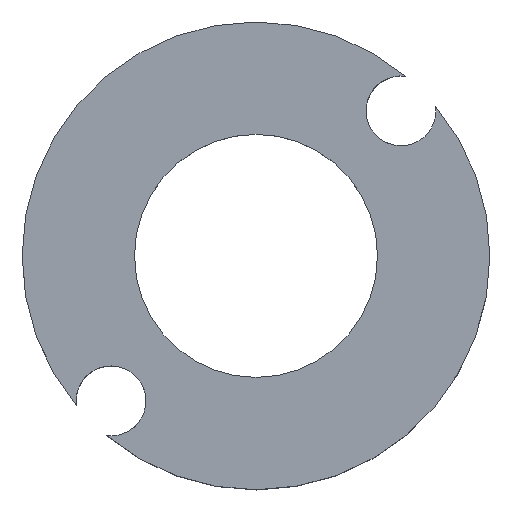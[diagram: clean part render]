
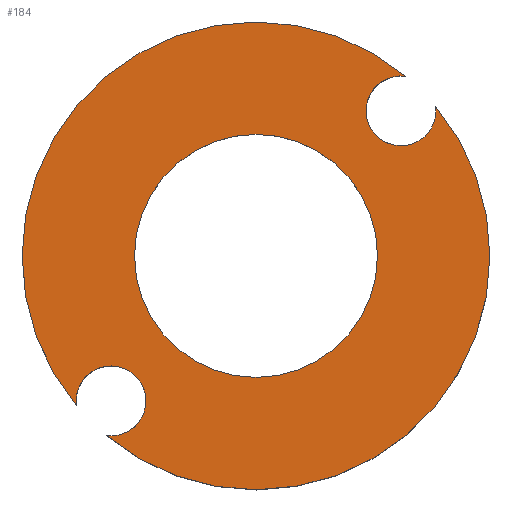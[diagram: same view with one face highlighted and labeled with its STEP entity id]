
A CAD part, top view. The second image highlights one B-rep face of the part: STEP entity #184.
In plain terms, the highlighted planar face has unit normal (0, 0, 1).
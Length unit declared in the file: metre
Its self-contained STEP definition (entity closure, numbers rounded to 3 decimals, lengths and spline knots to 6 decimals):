
#47=ORIENTED_EDGE('',*,*,#97,.F.);
#48=ORIENTED_EDGE('',*,*,#98,.T.);
#49=ORIENTED_EDGE('',*,*,#99,.F.);
#50=ORIENTED_EDGE('',*,*,#92,.T.);
#51=ORIENTED_EDGE('',*,*,#100,.F.);
#92=EDGE_CURVE('',#118,#117,#135,.T.);
#97=EDGE_CURVE('',#121,#117,#137,.T.);
#98=EDGE_CURVE('',#121,#122,#138,.T.);
#99=EDGE_CURVE('',#118,#122,#139,.T.);
#100=EDGE_CURVE('',#123,#123,#140,.T.);
#117=VERTEX_POINT('',#314);
#118=VERTEX_POINT('',#316);
#121=VERTEX_POINT('',#326);
#122=VERTEX_POINT('',#328);
#123=VERTEX_POINT('',#331);
#135=CIRCLE('',#211,0.0077);
#137=CIRCLE('',#215,0.00115);
#138=CIRCLE('',#216,0.0077);
#139=CIRCLE('',#217,0.00115);
#140=CIRCLE('',#218,0.004);
#152=EDGE_LOOP('',(#47,#48,#49,#50));
#153=EDGE_LOOP('',(#51));
#166=FACE_BOUND('',#152,.T.);
#167=FACE_BOUND('',#153,.T.);
#178=PLANE('',#214);
#184=ADVANCED_FACE('',(#166,#167),#178,.T.);
#211=AXIS2_PLACEMENT_3D('',#315,#249,#250);
#214=AXIS2_PLACEMENT_3D('',#324,#258,#259);
#215=AXIS2_PLACEMENT_3D('',#325,#260,#261);
#216=AXIS2_PLACEMENT_3D('',#327,#262,#263);
#217=AXIS2_PLACEMENT_3D('',#329,#264,#265);
#218=AXIS2_PLACEMENT_3D('',#330,#266,#267);
#249=DIRECTION('',(0.,0.,1.));
#250=DIRECTION('',(0.,-1.,0.));
#258=DIRECTION('',(0.,0.,1.));
#259=DIRECTION('',(0.,-1.,0.));
#260=DIRECTION('',(0.,0.,1.));
#261=DIRECTION('',(0.,-1.,0.));
#262=DIRECTION('',(0.,0.,1.));
#263=DIRECTION('',(0.,-1.,0.));
#264=DIRECTION('',(0.,0.,1.));
#265=DIRECTION('',(0.,-1.,0.));
#266=DIRECTION('',(0.,0.,1.));
#267=DIRECTION('',(0.,-1.,0.));
#314=CARTESIAN_POINT('',(0.005912,0.004934,0.004));
#315=CARTESIAN_POINT('',(0.,0.,0.004));
#316=CARTESIAN_POINT('',(-0.004934,-0.005912,0.004));
#324=CARTESIAN_POINT('',(0.,0.,0.004));
#325=CARTESIAN_POINT('',(0.004773,0.004773,0.004));
#326=CARTESIAN_POINT('',(0.004934,0.005912,0.004));
#327=CARTESIAN_POINT('',(0.,0.,0.004));
#328=CARTESIAN_POINT('',(-0.005912,-0.004934,0.004));
#329=CARTESIAN_POINT('',(-0.004773,-0.004773,0.004));
#330=CARTESIAN_POINT('',(0.,0.,0.004));
#331=CARTESIAN_POINT('',(0.,-0.004,0.004));
